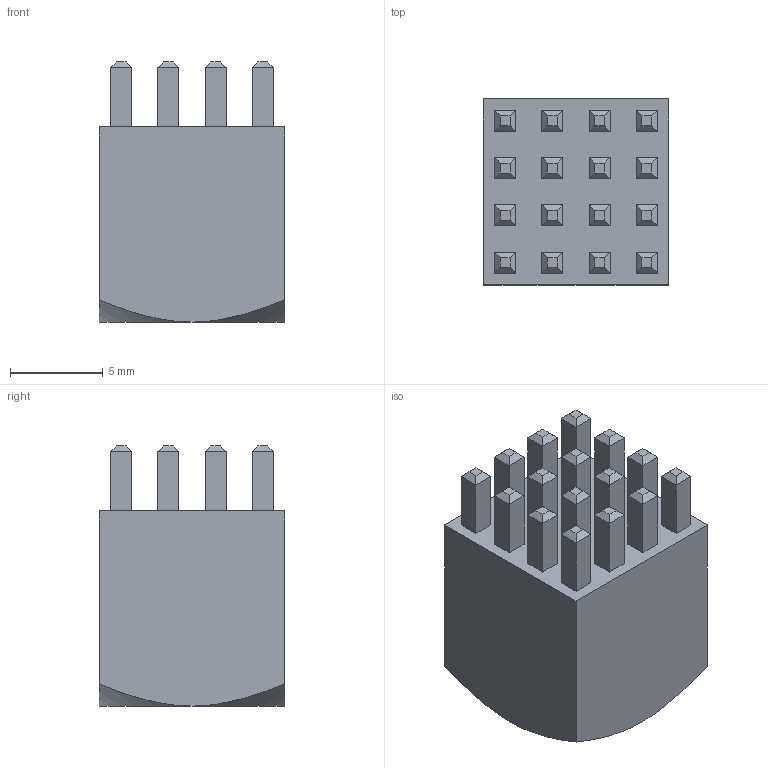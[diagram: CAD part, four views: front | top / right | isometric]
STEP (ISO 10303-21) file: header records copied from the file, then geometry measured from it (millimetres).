
FILE_DESCRIPTION (( 'STEP AP203' ), '1' );
FILE_NAME ('91097-B.STEP', '2013-12-17T16:14:23', ( 'Hajo' ), ( 'Microsoft' ), 'SwSTEP 2.0', 'SolidWorks 2011', '' );
FILE_SCHEMA (( 'CONFIG_CONTROL_DESIGN' ));
Length unit declared in the file: millimetre
Products named in the file (1): 91097-B
Bounding box: 10 x 10 x 14 mm (x, y, z)
Volume: 934 mm3; surface area: 979.3 mm2
Topology: 1 solids, 1 shells, 160 faces, 354 edges, 211 vertices
Faces by surface type: plane 150, cone 8, cylinder 2
Entity records: 4335 total; most frequent: CARTESIAN_POINT 780, ORIENTED_EDGE 704, DIRECTION 676, EDGE_CURVE 352, LINE 334, VECTOR 334, VERTEX_POINT 211, EDGE_LOOP 177
